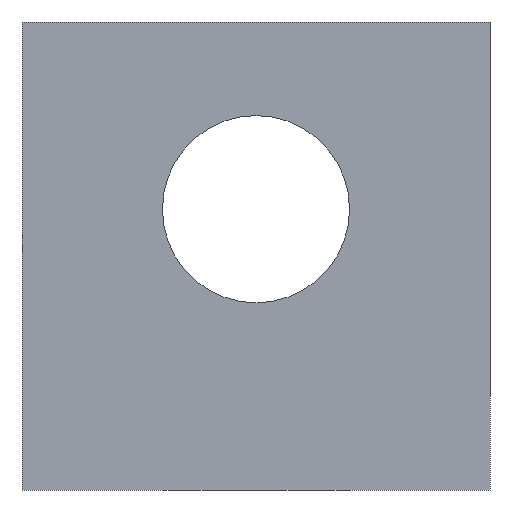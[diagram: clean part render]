
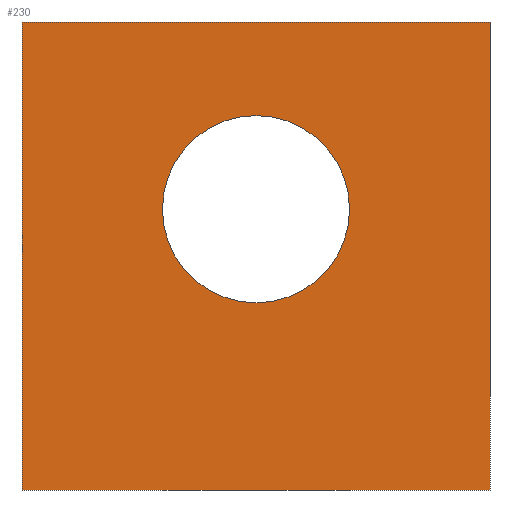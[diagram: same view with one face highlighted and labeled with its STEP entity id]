
A CAD part, front view. The second image highlights one B-rep face of the part: STEP entity #230.
In plain terms, the highlighted planar face has unit normal (0, -1, 0).
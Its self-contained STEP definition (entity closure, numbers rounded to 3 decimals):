
#8 = CARTESIAN_POINT ( 'NONE',  ( -25., -25., 50. ) ) ;
#14 = CARTESIAN_POINT ( 'NONE',  ( -25., -25., 50. ) ) ;
#42 = CARTESIAN_POINT ( 'NONE',  ( 0., -25., 30. ) ) ;
#47 = LINE ( 'NONE', #571, #584 ) ;
#53 = ORIENTED_EDGE ( 'NONE', *, *, #78, .F. ) ;
#57 = CARTESIAN_POINT ( 'NONE',  ( 25., -25., 50. ) ) ;
#61 = LINE ( 'NONE', #8, #276 ) ;
#68 = VERTEX_POINT ( 'NONE', #14 ) ;
#70 = AXIS2_PLACEMENT_3D ( 'NONE', #374, #423, #74 ) ;
#74 = DIRECTION ( 'NONE',  ( 0., 0., -1. ) ) ;
#78 = EDGE_CURVE ( 'NONE', #68, #190, #61, .T. ) ;
#110 = DIRECTION ( 'NONE',  ( 0., 1., 0. ) ) ;
#131 = EDGE_CURVE ( 'NONE', #68, #140, #543, .T. ) ;
#140 = VERTEX_POINT ( 'NONE', #191 ) ;
#148 = DIRECTION ( 'NONE',  ( 0., 0., 1. ) ) ;
#181 = DIRECTION ( 'NONE',  ( 1., 0., 0. ) ) ;
#190 = VERTEX_POINT ( 'NONE', #57 ) ;
#191 = CARTESIAN_POINT ( 'NONE',  ( -25., -25., 0. ) ) ;
#220 = ORIENTED_EDGE ( 'NONE', *, *, #494, .F. ) ;
#228 = CARTESIAN_POINT ( 'NONE',  ( -25., -25., 10. ) ) ;
#230 = ADVANCED_FACE ( 'NONE', ( #386, #270 ), #362, .F. ) ;
#236 = EDGE_LOOP ( 'NONE', ( #220, #247 ) ) ;
#239 = AXIS2_PLACEMENT_3D ( 'NONE', #42, #520, #474 ) ;
#247 = ORIENTED_EDGE ( 'NONE', *, *, #436, .F. ) ;
#257 = CARTESIAN_POINT ( 'NONE',  ( 25., -25., 0. ) ) ;
#270 = FACE_OUTER_BOUND ( 'NONE', #324, .T. ) ;
#276 = VECTOR ( 'NONE', #181, 1000. ) ;
#283 = ORIENTED_EDGE ( 'NONE', *, *, #509, .F. ) ;
#297 = DIRECTION ( 'NONE',  ( 0., 0., -1. ) ) ;
#324 = EDGE_LOOP ( 'NONE', ( #437, #283, #53, #400 ) ) ;
#327 = VECTOR ( 'NONE', #297, 1000. ) ;
#329 = CARTESIAN_POINT ( 'NONE',  ( 0., -25., 20. ) ) ;
#337 = AXIS2_PLACEMENT_3D ( 'NONE', #416, #110, #148 ) ;
#352 = CIRCLE ( 'NONE', #70, 10. ) ;
#360 = VECTOR ( 'NONE', #551, 1000. ) ;
#362 = PLANE ( 'NONE',  #337 ) ;
#366 = CARTESIAN_POINT ( 'NONE',  ( 0., -25., 40. ) ) ;
#374 = CARTESIAN_POINT ( 'NONE',  ( 0., -25., 30. ) ) ;
#386 = FACE_BOUND ( 'NONE', #236, .T. ) ;
#388 = VERTEX_POINT ( 'NONE', #366 ) ;
#392 = VERTEX_POINT ( 'NONE', #329 ) ;
#400 = ORIENTED_EDGE ( 'NONE', *, *, #131, .T. ) ;
#416 = CARTESIAN_POINT ( 'NONE',  ( -25., -25., 10. ) ) ;
#423 = DIRECTION ( 'NONE',  ( 0., -1., 0. ) ) ;
#436 = EDGE_CURVE ( 'NONE', #388, #392, #352, .T. ) ;
#437 = ORIENTED_EDGE ( 'NONE', *, *, #487, .T. ) ;
#448 = LINE ( 'NONE', #472, #327 ) ;
#472 = CARTESIAN_POINT ( 'NONE',  ( 25., -25., 10. ) ) ;
#474 = DIRECTION ( 'NONE',  ( 0., 0., -1. ) ) ;
#487 = EDGE_CURVE ( 'NONE', #140, #508, #47, .T. ) ;
#494 = EDGE_CURVE ( 'NONE', #392, #388, #514, .T. ) ;
#508 = VERTEX_POINT ( 'NONE', #257 ) ;
#509 = EDGE_CURVE ( 'NONE', #190, #508, #448, .T. ) ;
#514 = CIRCLE ( 'NONE', #239, 10. ) ;
#520 = DIRECTION ( 'NONE',  ( 0., -1., 0. ) ) ;
#543 = LINE ( 'NONE', #228, #360 ) ;
#551 = DIRECTION ( 'NONE',  ( 0., 0., -1. ) ) ;
#571 = CARTESIAN_POINT ( 'NONE',  ( -25., -25., 0. ) ) ;
#572 = DIRECTION ( 'NONE',  ( 1., 0., 0. ) ) ;
#584 = VECTOR ( 'NONE', #572, 1000. ) ;
